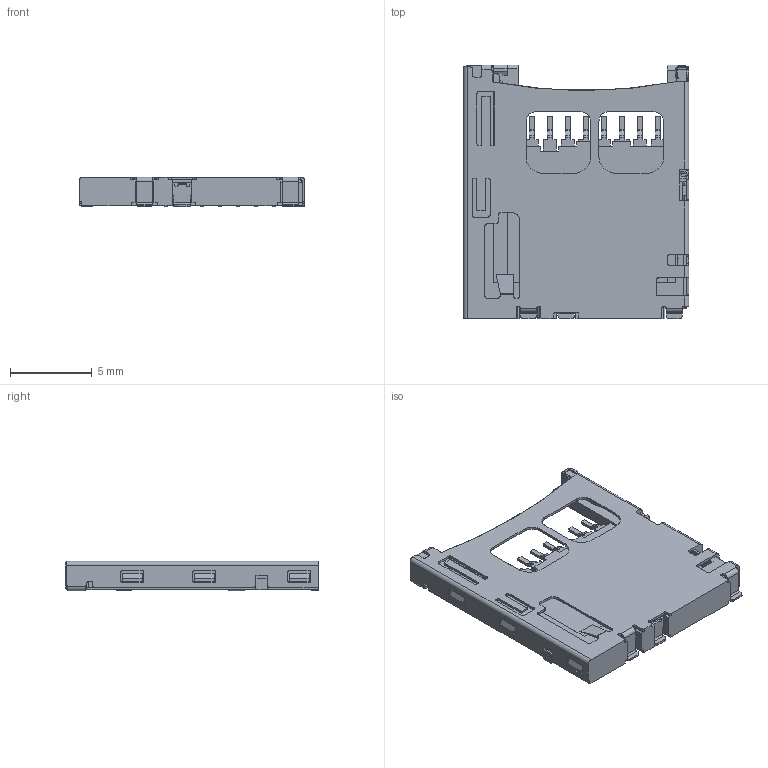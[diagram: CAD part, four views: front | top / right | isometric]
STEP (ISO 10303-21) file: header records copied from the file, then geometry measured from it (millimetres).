
FILE_DESCRIPTION( ( 'STEP AP214' ), '1' );
FILE_NAME( '5025700893.stp', '2022-04-14T18:33:29', ( 'License CC BY-ND 4.0' ), ( 'CADENAS' ), ' ', 'PARTsolutions', ' ' );
FILE_SCHEMA( ( 'AUTOMOTIVE_DESIGN { 1 0 10303 214 1 1 1 1 }' ) );
Length unit declared in the file: millimetre
Products named in the file (4): 5025700893; 1
Assembly tree (3 placements, depth 2):
  5025700893
    1
    1
    1
Bounding box: 13.8 x 15.5 x 1.8 mm (x, y, z)
Volume: 0 mm3; surface area: 737.6 mm2
Topology: 2 solids, 943 shells, 953 faces, 5329 edges, 5320 vertices
Faces by surface type: plane 675, cylinder 238, cone 40
Full cylindrical faces by diameter (mm): 0.35 x1
Entity records: 49606 total; most frequent: CARTESIAN_POINT 21408, ORIENTED_EDGE 5352, EDGE_CURVE 5328, VERTEX_POINT 5320, B_SPLINE_CURVE_WITH_KNOTS 5304, DIRECTION 1938, EDGE_LOOP 988, FACE_BOUND 976
